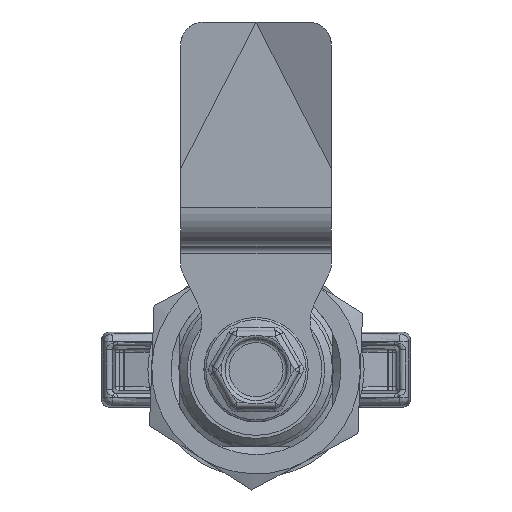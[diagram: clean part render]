
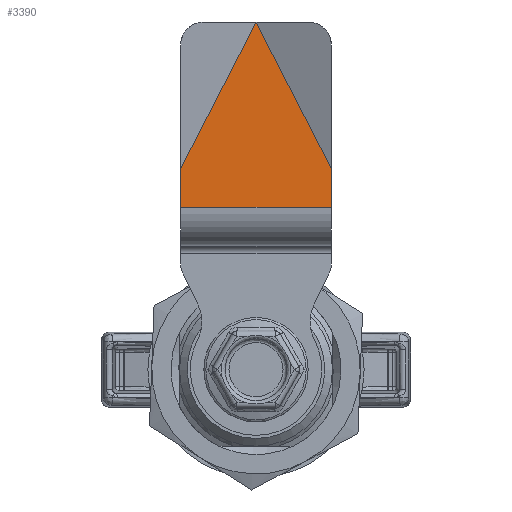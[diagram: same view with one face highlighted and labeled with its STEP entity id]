
A CAD part, front view. The second image highlights one B-rep face of the part: STEP entity #3390.
In plain terms, the highlighted planar face has unit normal (0, -1, 0).
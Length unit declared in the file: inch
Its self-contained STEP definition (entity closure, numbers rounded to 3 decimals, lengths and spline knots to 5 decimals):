
#60 = VERTEX_POINT ( 'NONE', #19663 ) ;
#654 = LINE ( 'NONE', #13068, #16234 ) ;
#1173 = CARTESIAN_POINT ( 'NONE',  ( 0.00153, -0.93938, 1.77165 ) ) ;
#1343 = ORIENTED_EDGE ( 'NONE', *, *, #17045, .T. ) ;
#1584 = CARTESIAN_POINT ( 'NONE',  ( -0.38233, -0.93938, 1.02362 ) ) ;
#1691 = CARTESIAN_POINT ( 'NONE',  ( -0.38233, -0.93938, 0.59055 ) ) ;
#2088 = ORIENTED_EDGE ( 'NONE', *, *, #5949, .F. ) ;
#2310 = ORIENTED_EDGE ( 'NONE', *, *, #8618, .F. ) ;
#2989 = VECTOR ( 'NONE', #8077, 39.37008 ) ;
#3156 = EDGE_CURVE ( 'NONE', #3307, #4912, #20769, .T. ) ;
#3307 = VERTEX_POINT ( 'NONE', #1173 ) ;
#3390 = ADVANCED_FACE ( 'NONE', ( #20225 ), #10725, .F. ) ;
#3861 = ORIENTED_EDGE ( 'NONE', *, *, #15285, .T. ) ;
#3936 = DIRECTION ( 'NONE',  ( 0., 1., 0. ) ) ;
#4895 = CARTESIAN_POINT ( 'NONE',  ( 0.00153, -0.93938, 1.77165 ) ) ;
#4912 = VERTEX_POINT ( 'NONE', #1584 ) ;
#5011 = DIRECTION ( 'NONE',  ( 0., 0., 1. ) ) ;
#5949 = EDGE_CURVE ( 'NONE', #16501, #4912, #18213, .T. ) ;
#7659 = LINE ( 'NONE', #18995, #18479 ) ;
#8077 = DIRECTION ( 'NONE',  ( -0.457, 0., -0.89 ) ) ;
#8618 = EDGE_CURVE ( 'NONE', #60, #16501, #16676, .T. ) ;
#8690 = VECTOR ( 'NONE', #20049, 39.37008 ) ;
#10156 = VECTOR ( 'NONE', #16616, 39.37008 ) ;
#10413 = DIRECTION ( 'NONE',  ( 1., 0., 0. ) ) ;
#10444 = VERTEX_POINT ( 'NONE', #12871 ) ;
#10725 = PLANE ( 'NONE',  #20237 ) ;
#12738 = DIRECTION ( 'NONE',  ( -0.457, 0., 0.89 ) ) ;
#12871 = CARTESIAN_POINT ( 'NONE',  ( 0.38539, -0.93938, 1.02362 ) ) ;
#13068 = CARTESIAN_POINT ( 'NONE',  ( 0.38539, -0.93938, 0.59055 ) ) ;
#14988 = EDGE_LOOP ( 'NONE', ( #2088, #2310, #1343, #3861, #18140 ) ) ;
#15285 = EDGE_CURVE ( 'NONE', #10444, #3307, #7659, .T. ) ;
#16234 = VECTOR ( 'NONE', #5011, 39.37008 ) ;
#16501 = VERTEX_POINT ( 'NONE', #19904 ) ;
#16616 = DIRECTION ( 'NONE',  ( 0., 0., 1. ) ) ;
#16676 = LINE ( 'NONE', #20150, #8690 ) ;
#17045 = EDGE_CURVE ( 'NONE', #60, #10444, #654, .T. ) ;
#17176 = CARTESIAN_POINT ( 'NONE',  ( 0.38539, -0.93938, 1.77165 ) ) ;
#18140 = ORIENTED_EDGE ( 'NONE', *, *, #3156, .T. ) ;
#18213 = LINE ( 'NONE', #1691, #10156 ) ;
#18479 = VECTOR ( 'NONE', #12738, 39.37008 ) ;
#18995 = CARTESIAN_POINT ( 'NONE',  ( 0.38539, -0.93938, 1.02362 ) ) ;
#19663 = CARTESIAN_POINT ( 'NONE',  ( 0.38539, -0.93938, 0.82677 ) ) ;
#19904 = CARTESIAN_POINT ( 'NONE',  ( -0.38233, -0.93938, 0.82677 ) ) ;
#20049 = DIRECTION ( 'NONE',  ( -1., 0., 0. ) ) ;
#20150 = CARTESIAN_POINT ( 'NONE',  ( 0.38539, -0.93938, 0.82677 ) ) ;
#20225 = FACE_OUTER_BOUND ( 'NONE', #14988, .T. ) ;
#20237 = AXIS2_PLACEMENT_3D ( 'NONE', #17176, #3936, #10413 ) ;
#20769 = LINE ( 'NONE', #4895, #2989 ) ;
